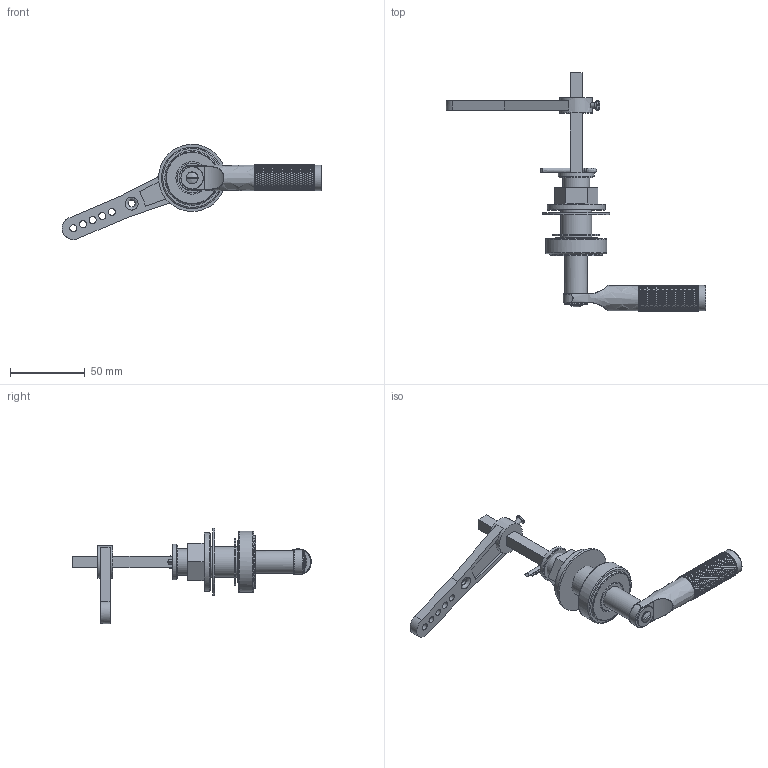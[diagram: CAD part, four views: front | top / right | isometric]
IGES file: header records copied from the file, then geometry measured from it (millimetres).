
Global section: file name: V777-K; native system: Autodesk Inventor 2018; preprocessor: unknown; author: adaniels; date: 20171129.075459; units: millimetre
Bounding box: 174.19 x 159.85 x 63.78 mm (x, y, z)
Volume: 70094.4 mm3; surface area: 45217.1 mm2
Topology: 19 solids, 19 shells, 5755 faces, 11940 edges, 6249 vertices
Faces by surface type: bspline 5755
